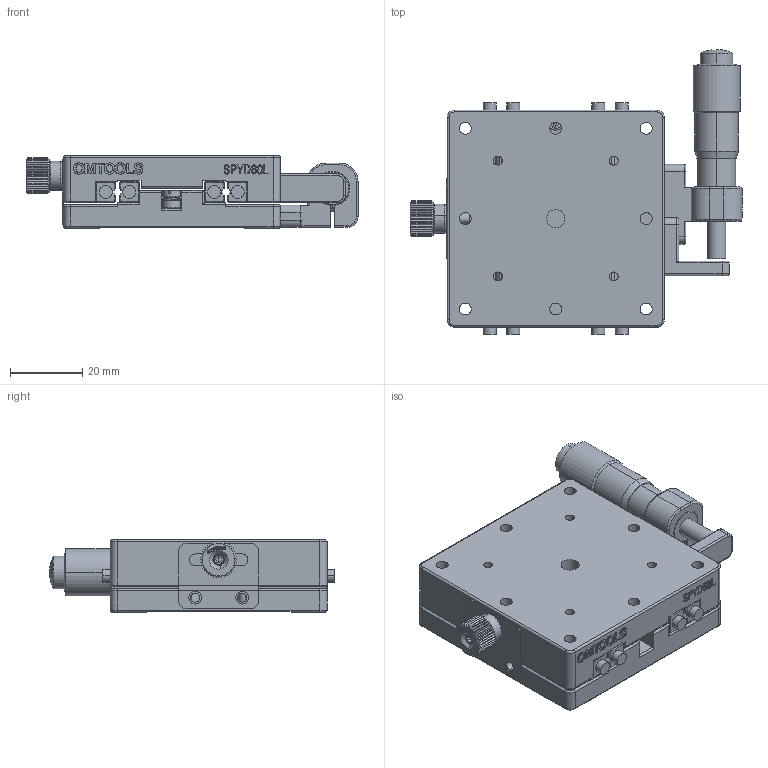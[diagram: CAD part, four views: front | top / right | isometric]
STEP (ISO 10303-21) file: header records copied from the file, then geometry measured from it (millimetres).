
FILE_DESCRIPTION (( 'STEP AP203' ), '1' );
FILE_NAME ('SPYD60L 忒雄弇痄怢.STEP', '2020-07-13T07:52:51', ( 'User' ), ( 'Microsoft' ), 'SwSTEP 2.0', 'SolidWorks 2018', '' );
FILE_SCHEMA (( 'CONFIG_CONTROL_DESIGN' ));
Length unit declared in the file: millimetre
Products named in the file (2): SPYD60L 忒雄弇痄怢
Bounding box: 91.8 x 78.75 x 20 mm (x, y, z)
Surface area: 30562.8 mm2 (no closed solid volume)
Topology: 0 solids, 25 shells, 734 faces, 2226 edges, 1473 vertices
Faces by surface type: plane 382, cylinder 232, bspline 57, torus 34, cone 29
Entity records: 31526 total; most frequent: CARTESIAN_POINT 11987, ORIENTED_EDGE 3904, DIRECTION 3849, EDGE_CURVE 2224, VERTEX_POINT 1473, AXIS2_PLACEMENT_3D 1301, VECTOR 1247, LINE 1247
